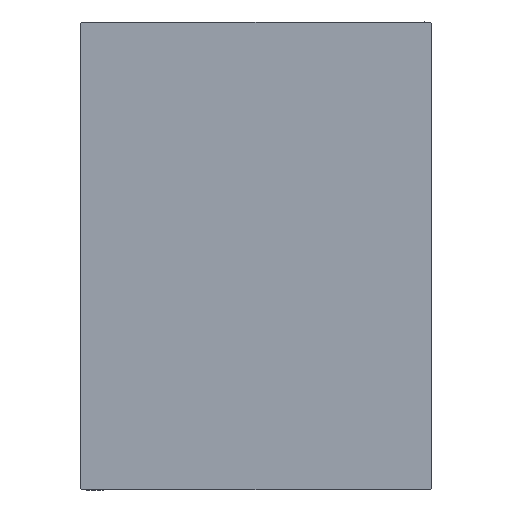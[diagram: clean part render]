
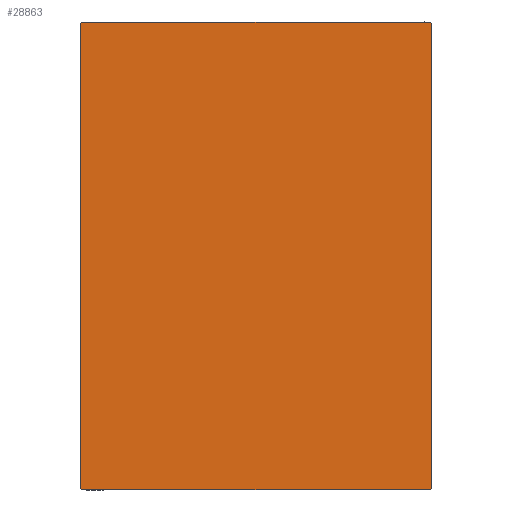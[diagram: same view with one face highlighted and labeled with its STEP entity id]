
A CAD part, left-side view. The second image highlights one B-rep face of the part: STEP entity #28863.
In plain terms, the highlighted face is planar.
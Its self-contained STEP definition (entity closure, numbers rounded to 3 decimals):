
#371 = VERTEX_POINT ( 'NONE', #15977 ) ;
#609 = CARTESIAN_POINT ( 'NONE',  ( 98., 37.5, 50. ) ) ;
#842 = ORIENTED_EDGE ( 'NONE', *, *, #6418, .T. ) ;
#949 = CARTESIAN_POINT ( 'NONE',  ( 98., -37.2, 50. ) ) ;
#5234 = EDGE_CURVE ( 'NONE', #21390, #20553, #33452, .T. ) ;
#5631 = EDGE_CURVE ( 'NONE', #33292, #8540, #37758, .T. ) ;
#6418 = EDGE_CURVE ( 'NONE', #6542, #371, #38090, .T. ) ;
#6492 = VECTOR ( 'NONE', #18765, 1000. ) ;
#6504 = ORIENTED_EDGE ( 'NONE', *, *, #11089, .T. ) ;
#6542 = VERTEX_POINT ( 'NONE', #13254 ) ;
#6545 = ORIENTED_EDGE ( 'NONE', *, *, #13207, .T. ) ;
#6732 = DIRECTION ( 'NONE',  ( 0., 1., 0. ) ) ;
#7801 = EDGE_CURVE ( 'NONE', #8540, #39393, #28665, .T. ) ;
#8273 = DIRECTION ( 'NONE',  ( 0., 0.707, -0.707 ) ) ;
#8540 = VERTEX_POINT ( 'NONE', #10260 ) ;
#8565 = ORIENTED_EDGE ( 'NONE', *, *, #30207, .T. ) ;
#9129 = CARTESIAN_POINT ( 'NONE',  ( 98., 37.5, -50. ) ) ;
#9142 = VECTOR ( 'NONE', #17360, 1000. ) ;
#9992 = LINE ( 'NONE', #29974, #18060 ) ;
#10260 = CARTESIAN_POINT ( 'NONE',  ( 98., -37.5, -49.7 ) ) ;
#10303 = PLANE ( 'NONE',  #39541 ) ;
#11089 = EDGE_CURVE ( 'NONE', #20553, #33292, #17281, .T. ) ;
#11309 = CARTESIAN_POINT ( 'NONE',  ( 98., -43.6, -43.6 ) ) ;
#11951 = CARTESIAN_POINT ( 'NONE',  ( 98., 37.2, 50. ) ) ;
#13040 = LINE ( 'NONE', #33254, #37511 ) ;
#13207 = EDGE_CURVE ( 'NONE', #371, #21390, #28963, .T. ) ;
#13254 = CARTESIAN_POINT ( 'NONE',  ( 98., 37.5, -49.7 ) ) ;
#14048 = CARTESIAN_POINT ( 'NONE',  ( 98., -37.5, 50. ) ) ;
#15458 = VECTOR ( 'NONE', #27709, 1000. ) ;
#15977 = CARTESIAN_POINT ( 'NONE',  ( 98., 37.5, 49.7 ) ) ;
#16090 = ORIENTED_EDGE ( 'NONE', *, *, #7801, .T. ) ;
#16228 = CARTESIAN_POINT ( 'NONE',  ( 98., -37.2, -50. ) ) ;
#17281 = LINE ( 'NONE', #29652, #24458 ) ;
#17360 = DIRECTION ( 'NONE',  ( 0., -1., 0. ) ) ;
#18060 = VECTOR ( 'NONE', #6732, 1000. ) ;
#18765 = DIRECTION ( 'NONE',  ( 0., -0.707, 0.707 ) ) ;
#20553 = VERTEX_POINT ( 'NONE', #949 ) ;
#21101 = EDGE_LOOP ( 'NONE', ( #38986, #8565, #842, #6545, #28439, #6504, #28661, #16090 ) ) ;
#21390 = VERTEX_POINT ( 'NONE', #11951 ) ;
#23559 = CARTESIAN_POINT ( 'NONE',  ( 98., 0., 0. ) ) ;
#23761 = CARTESIAN_POINT ( 'NONE',  ( 98., 37.2, -50. ) ) ;
#24458 = VECTOR ( 'NONE', #33144, 1000. ) ;
#24867 = CARTESIAN_POINT ( 'NONE',  ( 98., -37.5, 49.7 ) ) ;
#25704 = CARTESIAN_POINT ( 'NONE',  ( 98., 43.6, 43.6 ) ) ;
#26539 = VECTOR ( 'NONE', #38302, 1000. ) ;
#27709 = DIRECTION ( 'NONE',  ( 0., 0., -1. ) ) ;
#28439 = ORIENTED_EDGE ( 'NONE', *, *, #5234, .T. ) ;
#28661 = ORIENTED_EDGE ( 'NONE', *, *, #5631, .T. ) ;
#28665 = LINE ( 'NONE', #11309, #40489 ) ;
#28863 = ADVANCED_FACE ( 'NONE', ( #40107 ), #10303, .T. ) ;
#28963 = LINE ( 'NONE', #25704, #6492 ) ;
#29652 = CARTESIAN_POINT ( 'NONE',  ( 98., -43.6, 43.6 ) ) ;
#29974 = CARTESIAN_POINT ( 'NONE',  ( 98., -37.5, -50. ) ) ;
#30174 = EDGE_CURVE ( 'NONE', #39393, #33692, #9992, .T. ) ;
#30207 = EDGE_CURVE ( 'NONE', #33692, #6542, #13040, .T. ) ;
#33144 = DIRECTION ( 'NONE',  ( 0., -0.707, -0.707 ) ) ;
#33254 = CARTESIAN_POINT ( 'NONE',  ( 98., 43.6, -43.6 ) ) ;
#33292 = VERTEX_POINT ( 'NONE', #24867 ) ;
#33452 = LINE ( 'NONE', #609, #9142 ) ;
#33692 = VERTEX_POINT ( 'NONE', #23761 ) ;
#36317 = DIRECTION ( 'NONE',  ( 0., 0.707, 0.707 ) ) ;
#36848 = DIRECTION ( 'NONE',  ( 1., 0., 0. ) ) ;
#37065 = DIRECTION ( 'NONE',  ( 0., 0., -1. ) ) ;
#37511 = VECTOR ( 'NONE', #36317, 1000. ) ;
#37758 = LINE ( 'NONE', #14048, #15458 ) ;
#38090 = LINE ( 'NONE', #9129, #26539 ) ;
#38302 = DIRECTION ( 'NONE',  ( 0., 0., 1. ) ) ;
#38986 = ORIENTED_EDGE ( 'NONE', *, *, #30174, .T. ) ;
#39393 = VERTEX_POINT ( 'NONE', #16228 ) ;
#39541 = AXIS2_PLACEMENT_3D ( 'NONE', #23559, #36848, #37065 ) ;
#40107 = FACE_OUTER_BOUND ( 'NONE', #21101, .T. ) ;
#40489 = VECTOR ( 'NONE', #8273, 1000. ) ;
